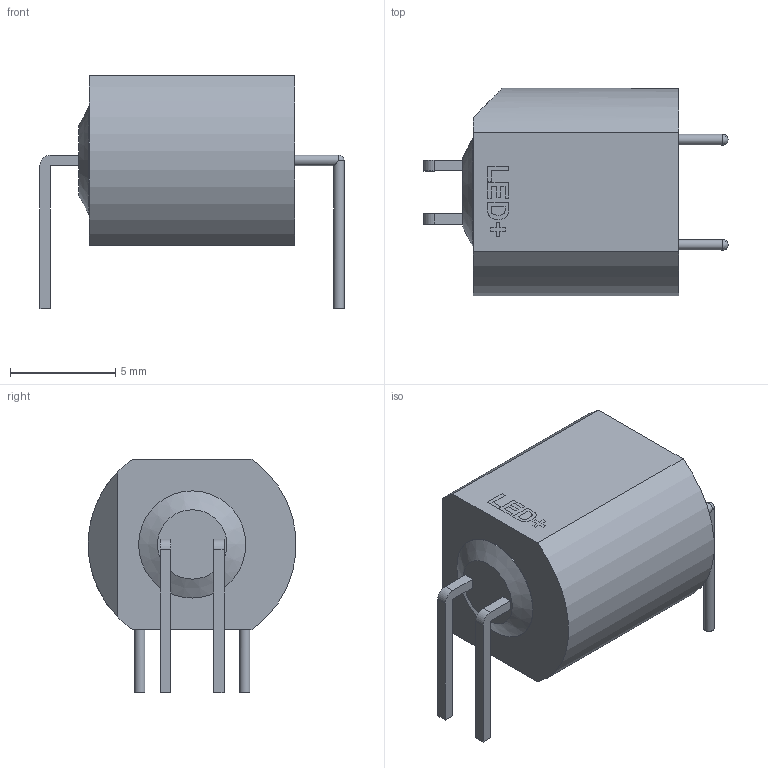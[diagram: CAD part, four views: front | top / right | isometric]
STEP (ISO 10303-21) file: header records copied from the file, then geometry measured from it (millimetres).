
FILE_DESCRIPTION(/* description */ (''),/* implementation_level */ '2;1');
FILE_NAME(/* name */ 'VTL (vactrol).step',/* time_stamp */ '2021-06-13T23:17:01+03:00',/* author */ (''),/* organization */ (''),/* preprocessor_version */ 'ST-DEVELOPER v18.1',/* originating_system */ 'Autodesk Translation Framework v10.9.0.1377',/* authorisation */ '');
FILE_SCHEMA (('AUTOMOTIVE_DESIGN { 1 0 10303 214 3 1 1 }'));
Length unit declared in the file: millimetre
Products named in the file (1): VTL (vactrol)
Bounding box: 14.47 x 9.88 x 11.1 mm (x, y, z)
Volume: 697.4 mm3; surface area: 948.8 mm2
Topology: 11 solids, 11 shells, 182 faces, 453 edges, 301 vertices
Faces by surface type: plane 131, bspline 32, cylinder 16, sphere 2, cone 1
Full cylindrical faces by diameter (mm): 0.5 x6, 5.1 x2
Entity records: 5450 total; most frequent: CARTESIAN_POINT 1223, ORIENTED_EDGE 902, DIRECTION 732, EDGE_CURVE 451, LINE 344, VECTOR 344, VERTEX_POINT 301, EDGE_LOOP 196
